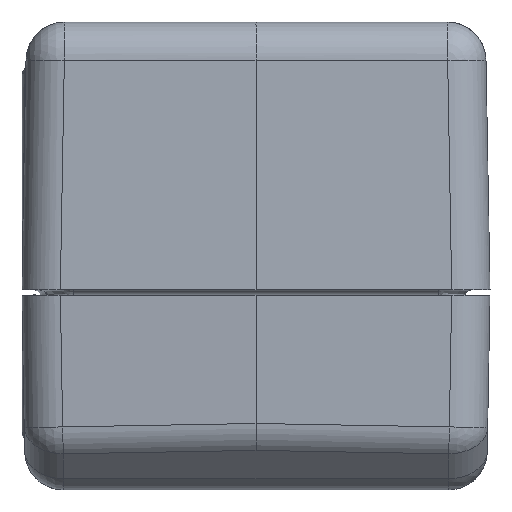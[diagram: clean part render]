
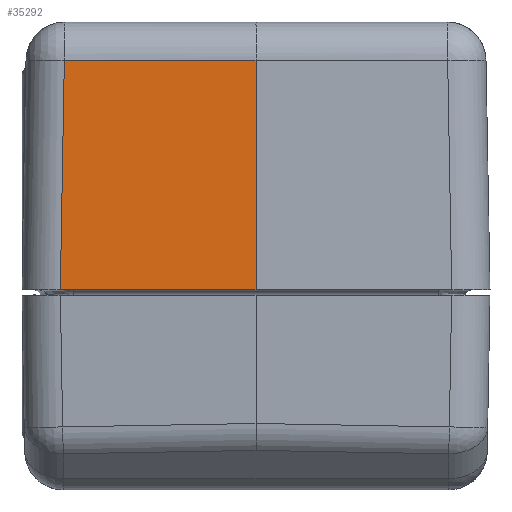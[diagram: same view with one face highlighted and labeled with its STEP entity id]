
A CAD part, front view. The second image highlights one B-rep face of the part: STEP entity #35292.
In plain terms, the highlighted planar face has unit normal (-0.018, -1, 0.017).
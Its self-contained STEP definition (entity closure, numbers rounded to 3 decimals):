
#2367=CARTESIAN_POINT('',(-7.526,-17.869,-1.3));
#2369=DIRECTION('',(1.,-0.017,0.));
#2370=VECTOR('',#2369,7.528);
#2371=CARTESIAN_POINT('',(-7.526,-17.869,
-1.3));
#2372=LINE('',#2371,#2370);
#2860=DIRECTION('',(-1.,0.017,0.));
#2861=VECTOR('',#2860,7.373);
#2862=CARTESIAN_POINT('',(0.,-17.846,7.526));
#2863=LINE('',#2862,#2861);
#2875=DIRECTION('',(0.017,0.017,1.));
#2876=VECTOR('',#2875,8.829);
#2877=CARTESIAN_POINT('',(-7.526,-17.869,
-1.3));
#2878=LINE('',#2877,#2876);
#2883=DIRECTION('',(0.,0.017,1.));
#2884=VECTOR('',#2883,8.828);
#2885=CARTESIAN_POINT('',(0.,-18.,-1.3));
#2886=LINE('',#2885,#2884);
#26480=VERTEX_POINT('',#2367);
#26481=CARTESIAN_POINT('',(0.,-18.,-1.3));
#26482=VERTEX_POINT('',#26481);
#26508=CARTESIAN_POINT('',(-7.372,-17.717,
7.526));
#26509=VERTEX_POINT('',#26508);
#26510=CARTESIAN_POINT('',(0.,-17.846,7.526));
#26511=VERTEX_POINT('',#26510);
#35280=CARTESIAN_POINT('',(0.,-17.82,9.));
#35281=DIRECTION('',(0.017,1.,-0.017));
#35282=DIRECTION('',(0.,0.017,1.));
#35283=AXIS2_PLACEMENT_3D('',#35280,#35281,#35282);
#35284=PLANE('',#35283);
#35285=ORIENTED_EDGE('',*,*,#35271,.F.);
#35287=ORIENTED_EDGE('',*,*,#35286,.F.);
#35288=ORIENTED_EDGE('',*,*,#34043,.F.);
#35289=ORIENTED_EDGE('',*,*,#35247,.T.);
#35290=EDGE_LOOP('',(#35285,#35287,#35288,#35289));
#35291=FACE_OUTER_BOUND('',#35290,.F.);
#35292=ADVANCED_FACE('',(#35291),#35284,.F.);
#34043=EDGE_CURVE('',#26480,#26482,#2372,.T.);
#35247=EDGE_CURVE('',#26480,#26509,#2878,.T.);
#35271=EDGE_CURVE('',#26511,#26509,#2863,.T.);
#35286=EDGE_CURVE('',#26482,#26511,#2886,.T.);
